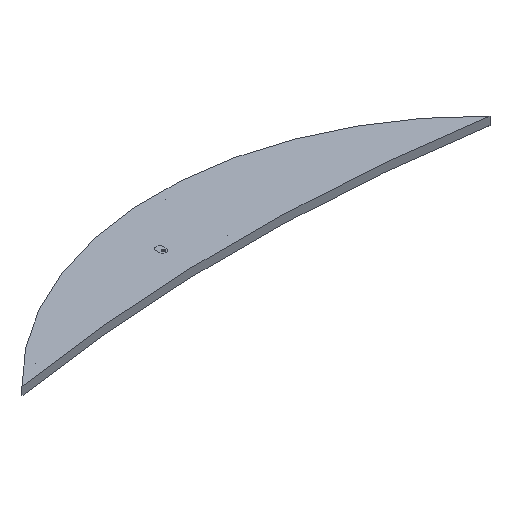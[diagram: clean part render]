
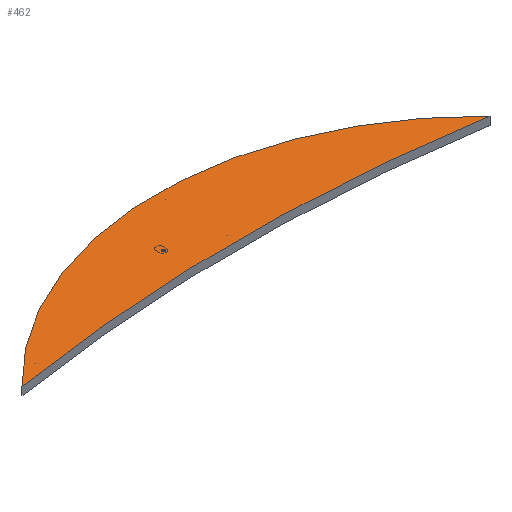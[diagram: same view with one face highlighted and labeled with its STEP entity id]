
A CAD part, isometric view. The second image highlights one B-rep face of the part: STEP entity #462.
In plain terms, the highlighted planar face has unit normal (0, 0, 1).
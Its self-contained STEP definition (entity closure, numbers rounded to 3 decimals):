
#224=CARTESIAN_POINT('',(-48.5,299.6,9.));
#225=VERTEX_POINT('',#224);
#226=CARTESIAN_POINT('',(-50.0,299.6,9.));
#227=DIRECTION('',(0.0,0.0,-1.0));
#228=DIRECTION('',(-1.0,0.0,0.0));
#229=AXIS2_PLACEMENT_3D('',#226,#227,#228);
#230=CIRCLE('',#229,1.5);
#231=EDGE_CURVE('',#225,#225,#230,.T.);
#389=CARTESIAN_POINT('',(-257.067,247.72,9.0));
#390=VERTEX_POINT('',#389);
#391=CARTESIAN_POINT('',(257.067,247.72,9.0));
#392=VERTEX_POINT('',#391);
#393=CARTESIAN_POINT('',(0.0,0.0,9.0));
#394=DIRECTION('',(0.0,0.0,-1.0));
#395=DIRECTION('',(-0.72,-0.694,0.0));
#396=AXIS2_PLACEMENT_3D('',#393,#394,#395);
#397=CIRCLE('',#396,357.);
#398=EDGE_CURVE('',#390,#392,#397,.T.);
#431=CARTESIAN_POINT('',(0.0,-1332.,9.0));
#432=DIRECTION('',(0.0,0.0,1.));
#433=DIRECTION('',(0.161,0.987,0.0));
#434=AXIS2_PLACEMENT_3D('',#431,#432,#433);
#435=CIRCLE('',#434,1600.5);
#436=EDGE_CURVE('',#392,#390,#435,.T.);
#450=CARTESIAN_POINT('',(0.,287.773,9.0));
#451=DIRECTION('',(0.0,0.0,1.0));
#452=DIRECTION('',(1.0,0.0,0.0));
#453=AXIS2_PLACEMENT_3D('',#450,#451,#452);
#454=PLANE('',#453);
#455=ORIENTED_EDGE('',*,*,#398,.F.);
#456=ORIENTED_EDGE('',*,*,#436,.F.);
#457=EDGE_LOOP('',(#455,#456));
#458=FACE_OUTER_BOUND('',#457,.T.);
#459=ORIENTED_EDGE('',*,*,#231,.T.);
#460=EDGE_LOOP('',(#459));
#461=FACE_BOUND('',#460,.T.);
#462=ADVANCED_FACE('',(#458,#461),#454,.T.);
